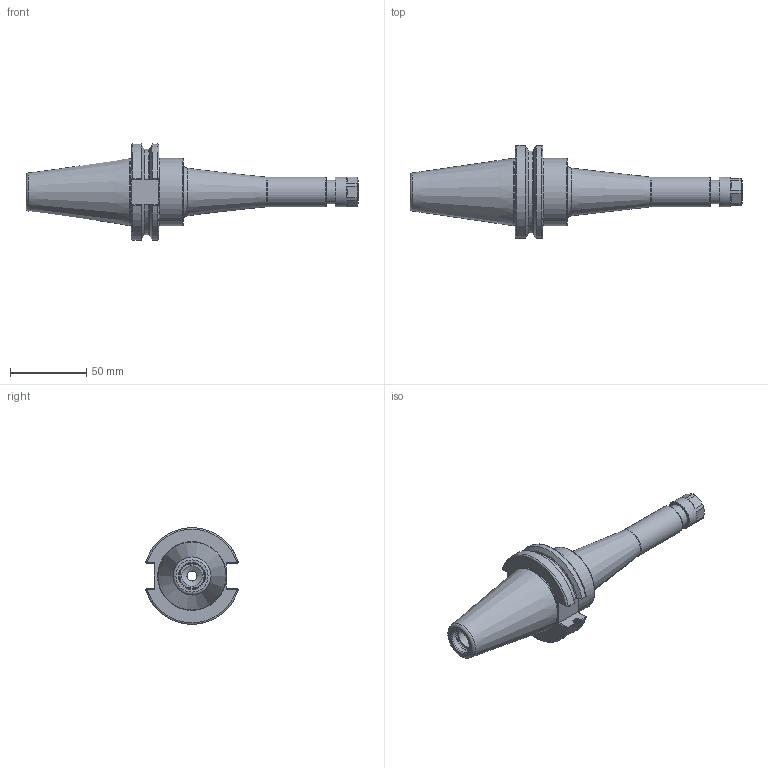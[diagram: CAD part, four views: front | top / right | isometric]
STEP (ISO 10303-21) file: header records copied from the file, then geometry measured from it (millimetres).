
FILE_DESCRIPTION(/* description */ (''),/* implementation_level */ '2;1');
FILE_NAME(/* name */ 'DCAT40-SX06-0591.stp',/* time_stamp */ '2019-06-18T12:00:04-05:00',/* author */ ('ldfli'),/* organization */ ('Pioneer N.A.'),/* preprocessor_version */ 'ST-DEVELOPER v18',/* originating_system */ 'Autodesk Inventor LT',/* authorisation */ '');
FILE_SCHEMA (('AUTOMOTIVE_DESIGN { 1 0 10303 214 3 1 1 }'));
Length unit declared in the file: millimetre
Products named in the file (1): DCAT40-SX06-0591
Bounding box: 218.25 x 61.14 x 63.31 mm (x, y, z)
Volume: 170114 mm3; surface area: 34021.6 mm2
Topology: 2 solids, 2 shells, 136 faces, 393 edges, 269 vertices
Faces by surface type: plane 53, torus 23, cylinder 22, cone 22, bspline 16
Full cylindrical faces by diameter (mm): 6.647 x1, 8.2 x1, 8.986 x1, 10 x1, 11 x1, 13.386 x1, 14.5 x1, 15.5 x1, 15.8 x1, 16.2 x1, 16.28 x1, 16.78 x1, 19.5 x2, 44.45 x2
Entity records: 5321 total; most frequent: CARTESIAN_POINT 1718, ORIENTED_EDGE 786, DIRECTION 743, EDGE_CURVE 393, AXIS2_PLACEMENT_3D 305, VERTEX_POINT 269, CIRCLE 184, EDGE_LOOP 148
